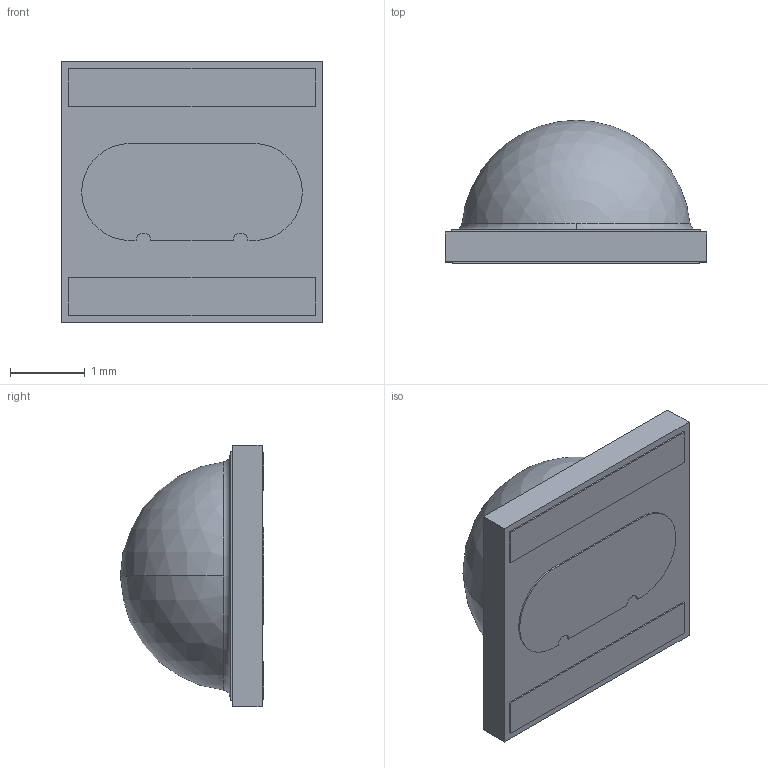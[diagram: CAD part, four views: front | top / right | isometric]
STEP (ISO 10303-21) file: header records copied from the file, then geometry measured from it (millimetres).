
FILE_DESCRIPTION (( 'STEP AP203' ), '1' );
FILE_NAME ('LH351B.STEP', '2024-03-26T17:36:33', ( '' ), ( '' ), 'SwSTEP 2.0', 'SolidWorks 2022', '' );
FILE_SCHEMA (( 'CONFIG_CONTROL_DESIGN' ));
Length unit declared in the file: millimetre
Products named in the file (1): LH351B
Bounding box: 3.5 x 1.92 x 3.5 mm (x, y, z)
Volume: 12.5 mm3; surface area: 37.4 mm2
Topology: 1 solids, 1 shells, 34 faces, 82 edges, 55 vertices
Faces by surface type: plane 26, cylinder 4, torus 2, sphere 2
Entity records: 1069 total; most frequent: CARTESIAN_POINT 172, DIRECTION 170, ORIENTED_EDGE 164, EDGE_CURVE 82, VECTOR 64, LINE 64, VERTEX_POINT 55, AXIS2_PLACEMENT_3D 53
